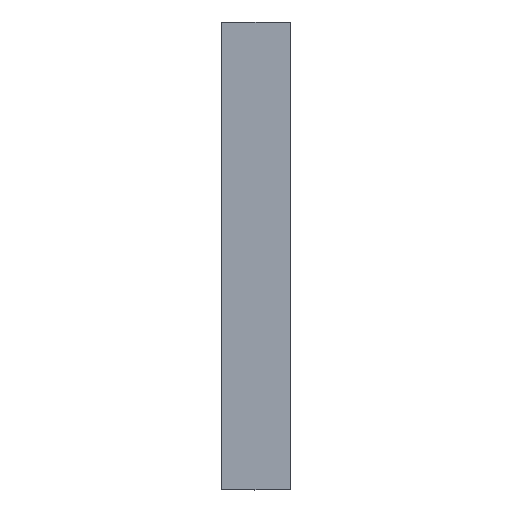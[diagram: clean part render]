
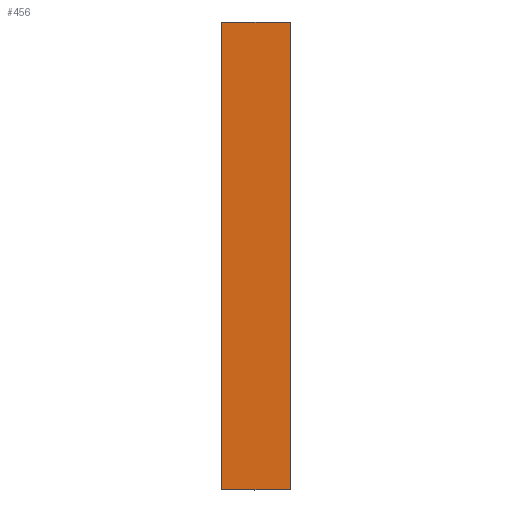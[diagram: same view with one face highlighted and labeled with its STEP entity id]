
A CAD part, top view. The second image highlights one B-rep face of the part: STEP entity #456.
In plain terms, the highlighted planar face has unit normal (0, 0, 1).
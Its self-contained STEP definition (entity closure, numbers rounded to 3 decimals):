
#1 = ORIENTED_EDGE ( 'NONE', *, *, #55, .T. ) ;
#11 = AXIS2_PLACEMENT_3D ( 'NONE', #661, #757, #1010 ) ;
#55 = EDGE_CURVE ( 'NONE', #505, #791, #323, .T. ) ;
#84 = CARTESIAN_POINT ( 'NONE',  ( 0., 1000., 0. ) ) ;
#91 = PLANE ( 'NONE',  #11 ) ;
#160 = ORIENTED_EDGE ( 'NONE', *, *, #248, .F. ) ;
#205 = CARTESIAN_POINT ( 'NONE',  ( 75.57, 1000., 0. ) ) ;
#212 = CARTESIAN_POINT ( 'NONE',  ( 75.57, 0., 0. ) ) ;
#227 = CARTESIAN_POINT ( 'NONE',  ( -70.43, 0., 0. ) ) ;
#248 = EDGE_CURVE ( 'NONE', #505, #671, #615, .T. ) ;
#260 = EDGE_CURVE ( 'NONE', #671, #904, #549, .T. ) ;
#323 = LINE ( 'NONE', #84, #998 ) ;
#376 = ORIENTED_EDGE ( 'NONE', *, *, #260, .F. ) ;
#436 = VECTOR ( 'NONE', #885, 1000. ) ;
#452 = ORIENTED_EDGE ( 'NONE', *, *, #659, .T. ) ;
#456 = ADVANCED_FACE ( 'NONE', ( #923 ), #91, .T. ) ;
#463 = EDGE_LOOP ( 'NONE', ( #376, #160, #1, #452 ) ) ;
#505 = VERTEX_POINT ( 'NONE', #528 ) ;
#528 = CARTESIAN_POINT ( 'NONE',  ( 75.57, 1000., 0. ) ) ;
#549 = LINE ( 'NONE', #971, #1035 ) ;
#580 = DIRECTION ( 'NONE',  ( -1., 0., 0. ) ) ;
#615 = LINE ( 'NONE', #205, #436 ) ;
#621 = DIRECTION ( 'NONE',  ( -1., 0., 0. ) ) ;
#659 = EDGE_CURVE ( 'NONE', #791, #904, #697, .T. ) ;
#661 = CARTESIAN_POINT ( 'NONE',  ( 0., 1000., 0. ) ) ;
#671 = VERTEX_POINT ( 'NONE', #212 ) ;
#697 = LINE ( 'NONE', #1051, #909 ) ;
#757 = DIRECTION ( 'NONE',  ( 0., 0., 1. ) ) ;
#791 = VERTEX_POINT ( 'NONE', #984 ) ;
#885 = DIRECTION ( 'NONE',  ( 0., -1., 0. ) ) ;
#904 = VERTEX_POINT ( 'NONE', #227 ) ;
#909 = VECTOR ( 'NONE', #1040, 1000. ) ;
#923 = FACE_OUTER_BOUND ( 'NONE', #463, .T. ) ;
#971 = CARTESIAN_POINT ( 'NONE',  ( 0., 0., 0. ) ) ;
#984 = CARTESIAN_POINT ( 'NONE',  ( -70.43, 1000., 0. ) ) ;
#998 = VECTOR ( 'NONE', #580, 1000. ) ;
#1010 = DIRECTION ( 'NONE',  ( 1., 0., 0. ) ) ;
#1035 = VECTOR ( 'NONE', #621, 1000. ) ;
#1040 = DIRECTION ( 'NONE',  ( 0., -1., 0. ) ) ;
#1051 = CARTESIAN_POINT ( 'NONE',  ( -70.43, 1000., 0. ) ) ;
